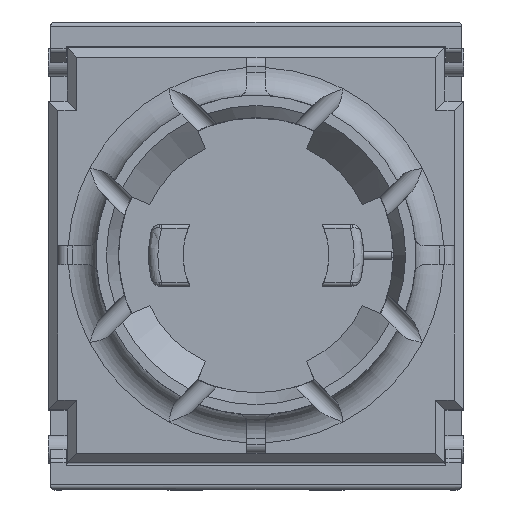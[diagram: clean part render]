
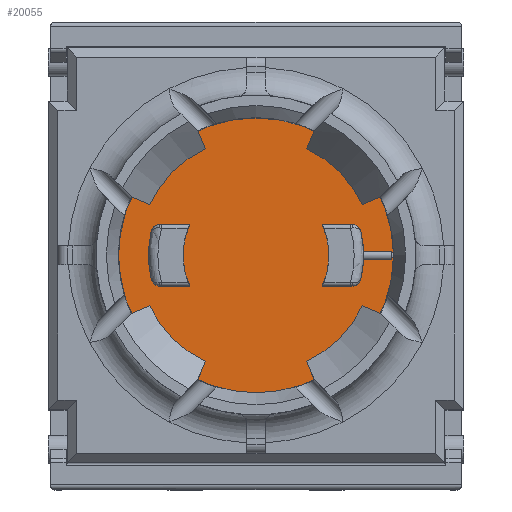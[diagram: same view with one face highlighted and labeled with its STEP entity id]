
A CAD part, top view. The second image highlights one B-rep face of the part: STEP entity #20055.
In plain terms, the highlighted planar face has unit normal (0, 0, 1).
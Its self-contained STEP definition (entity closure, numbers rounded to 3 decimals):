
#117=FACE_BOUND('',#2873,.T.);
#707=CIRCLE('',#21151,7.35);
#708=CIRCLE('',#21152,7.35);
#718=CIRCLE('',#21164,0.5);
#719=CIRCLE('',#21166,5.75);
#758=CIRCLE('',#21263,5.75);
#759=CIRCLE('',#21264,0.5);
#760=CIRCLE('',#21265,3.9);
#761=CIRCLE('',#21266,0.5);
#762=CIRCLE('',#21267,5.75);
#763=CIRCLE('',#21268,0.5);
#764=CIRCLE('',#21269,3.9);
#1513=(
BOUNDED_CURVE()
B_SPLINE_CURVE(2,(#32058,#32059,#32060),.UNSPECIFIED.,.F.,.F.)
B_SPLINE_CURVE_WITH_KNOTS((3,3),(0.,0.017),.UNSPECIFIED.)
CURVE()
GEOMETRIC_REPRESENTATION_ITEM()
RATIONAL_B_SPLINE_CURVE((1.,1.067,1.003))
REPRESENTATION_ITEM('')
);
#1514=(
BOUNDED_CURVE()
B_SPLINE_CURVE(2,(#32062,#32063,#32064),.UNSPECIFIED.,.F.,.F.)
B_SPLINE_CURVE_WITH_KNOTS((3,3),(0.,0.017),
 .UNSPECIFIED.)
CURVE()
GEOMETRIC_REPRESENTATION_ITEM()
RATIONAL_B_SPLINE_CURVE((1.003,1.067,1.))
REPRESENTATION_ITEM('')
);
#1762=FACE_OUTER_BOUND('',#2872,.T.);
#2872=EDGE_LOOP('',(#14106,#14107,#14108,#14109,#14110,#14111,#14112,#14113,
#14114,#14115,#14116,#14117,#14118));
#2873=EDGE_LOOP('',(#14119,#14120,#14121,#14122,#14123,#14124));
#4158=LINE('',#31588,#6183);
#4353=LINE('',#32068,#6378);
#4354=LINE('',#32070,#6379);
#4402=LINE('',#32184,#6427);
#4403=LINE('',#32188,#6428);
#4404=LINE('',#32196,#6429);
#6183=VECTOR('',#23305,10.);
#6378=VECTOR('',#23666,10.);
#6379=VECTOR('',#23667,10.);
#6427=VECTOR('',#23753,10.);
#6428=VECTOR('',#23756,10.);
#6429=VECTOR('',#23765,10.);
#8224=VERTEX_POINT('',#31340);
#8225=VERTEX_POINT('',#31341);
#8227=VERTEX_POINT('',#31350);
#8269=VERTEX_POINT('',#31586);
#8270=VERTEX_POINT('',#31587);
#8274=VERTEX_POINT('',#31600);
#8276=VERTEX_POINT('',#31613);
#8452=VERTEX_POINT('',#32057);
#8453=VERTEX_POINT('',#32061);
#8454=VERTEX_POINT('',#32067);
#8455=VERTEX_POINT('',#32069);
#8486=VERTEX_POINT('',#32179);
#8487=VERTEX_POINT('',#32181);
#8488=VERTEX_POINT('',#32183);
#8489=VERTEX_POINT('',#32185);
#8490=VERTEX_POINT('',#32187);
#8491=VERTEX_POINT('',#32189);
#8492=VERTEX_POINT('',#32192);
#8493=VERTEX_POINT('',#32194);
#10317=EDGE_CURVE('',#8224,#8225,#707,.T.);
#10320=EDGE_CURVE('',#8225,#8227,#708,.T.);
#10363=EDGE_CURVE('',#8269,#8270,#4158,.T.);
#10368=EDGE_CURVE('',#8270,#8274,#718,.T.);
#10371=EDGE_CURVE('',#8274,#8276,#719,.T.);
#10597=EDGE_CURVE('',#8452,#8227,#1513,.T.);
#10598=EDGE_CURVE('',#8224,#8453,#1514,.T.);
#10600=EDGE_CURVE('',#8454,#8452,#4353,.T.);
#10601=EDGE_CURVE('',#8453,#8455,#4354,.T.);
#10652=EDGE_CURVE('',#8486,#8454,#758,.T.);
#10653=EDGE_CURVE('',#8487,#8486,#759,.T.);
#10654=EDGE_CURVE('',#8488,#8487,#4402,.T.);
#10655=EDGE_CURVE('',#8489,#8488,#760,.T.);
#10656=EDGE_CURVE('',#8490,#8489,#4403,.T.);
#10657=EDGE_CURVE('',#8491,#8490,#761,.T.);
#10658=EDGE_CURVE('',#8455,#8491,#762,.T.);
#10659=EDGE_CURVE('',#8276,#8492,#763,.T.);
#10660=EDGE_CURVE('',#8493,#8269,#764,.T.);
#10661=EDGE_CURVE('',#8492,#8493,#4404,.T.);
#14106=ORIENTED_EDGE('',*,*,#10317,.T.);
#14107=ORIENTED_EDGE('',*,*,#10320,.T.);
#14108=ORIENTED_EDGE('',*,*,#10597,.F.);
#14109=ORIENTED_EDGE('',*,*,#10600,.F.);
#14110=ORIENTED_EDGE('',*,*,#10652,.F.);
#14111=ORIENTED_EDGE('',*,*,#10653,.F.);
#14112=ORIENTED_EDGE('',*,*,#10654,.F.);
#14113=ORIENTED_EDGE('',*,*,#10655,.F.);
#14114=ORIENTED_EDGE('',*,*,#10656,.F.);
#14115=ORIENTED_EDGE('',*,*,#10657,.F.);
#14116=ORIENTED_EDGE('',*,*,#10658,.F.);
#14117=ORIENTED_EDGE('',*,*,#10601,.F.);
#14118=ORIENTED_EDGE('',*,*,#10598,.F.);
#14119=ORIENTED_EDGE('',*,*,#10659,.F.);
#14120=ORIENTED_EDGE('',*,*,#10371,.F.);
#14121=ORIENTED_EDGE('',*,*,#10368,.F.);
#14122=ORIENTED_EDGE('',*,*,#10363,.F.);
#14123=ORIENTED_EDGE('',*,*,#10660,.F.);
#14124=ORIENTED_EDGE('',*,*,#10661,.F.);
#19292=PLANE('',#21262);
#20055=ADVANCED_FACE('',(#1762,#117),#19292,.T.);
#21151=AXIS2_PLACEMENT_3D('',#31342,#23264,#23265);
#21152=AXIS2_PLACEMENT_3D('',#31357,#23266,#23267);
#21164=AXIS2_PLACEMENT_3D('',#31601,#23311,#23312);
#21166=AXIS2_PLACEMENT_3D('',#31614,#23316,#23317);
#21262=AXIS2_PLACEMENT_3D('',#32178,#23747,#23748);
#21263=AXIS2_PLACEMENT_3D('',#32180,#23749,#23750);
#21264=AXIS2_PLACEMENT_3D('',#32182,#23751,#23752);
#21265=AXIS2_PLACEMENT_3D('',#32186,#23754,#23755);
#21266=AXIS2_PLACEMENT_3D('',#32190,#23757,#23758);
#21267=AXIS2_PLACEMENT_3D('',#32191,#23759,#23760);
#21268=AXIS2_PLACEMENT_3D('',#32193,#23761,#23762);
#21269=AXIS2_PLACEMENT_3D('',#32195,#23763,#23764);
#23264=DIRECTION('center_axis',(0.,0.,
1.));
#23265=DIRECTION('ref_axis',(1.,0.,0.));
#23266=DIRECTION('center_axis',(0.,0.,
1.));
#23267=DIRECTION('ref_axis',(1.,0.,0.));
#23305=DIRECTION('',(-1.,0.,0.));
#23311=DIRECTION('center_axis',(0.,0.,1.));
#23312=DIRECTION('ref_axis',(-0.625,0.781,0.));
#23316=DIRECTION('center_axis',(0.,0.,1.));
#23317=DIRECTION('ref_axis',(-0.958,-0.287,0.));
#23666=DIRECTION('',(1.,0.,0.));
#23667=DIRECTION('',(-1.,0.,0.));
#23747=DIRECTION('center_axis',(0.,0.,
1.));
#23748=DIRECTION('ref_axis',(1.,0.,0.));
#23749=DIRECTION('center_axis',(0.,0.,1.));
#23750=DIRECTION('ref_axis',(0.958,0.287,0.));
#23751=DIRECTION('center_axis',(0.,0.,1.));
#23752=DIRECTION('ref_axis',(0.625,-0.781,0.));
#23753=DIRECTION('',(1.,0.,0.));
#23754=DIRECTION('center_axis',(0.,0.,-1.));
#23755=DIRECTION('ref_axis',(-0.967,-0.256,0.));
#23756=DIRECTION('',(-1.,0.,0.));
#23757=DIRECTION('center_axis',(0.,0.,1.));
#23758=DIRECTION('ref_axis',(0.625,0.781,0.));
#23759=DIRECTION('center_axis',(0.,0.,1.));
#23760=DIRECTION('ref_axis',(0.958,0.287,0.));
#23761=DIRECTION('center_axis',(0.,0.,1.));
#23762=DIRECTION('ref_axis',(-0.625,-0.781,0.));
#23763=DIRECTION('center_axis',(0.,0.,-1.));
#23764=DIRECTION('ref_axis',(0.768,-0.641,0.));
#23765=DIRECTION('',(1.,0.,0.));
#31340=CARTESIAN_POINT('',(7.35,0.076,8.4));
#31341=CARTESIAN_POINT('',(-7.35,0.,8.4));
#31342=CARTESIAN_POINT('Origin',(0.,0.,
8.4));
#31350=CARTESIAN_POINT('',(7.35,-0.076,8.4));
#31357=CARTESIAN_POINT('Origin',(0.,0.,
8.4));
#31586=CARTESIAN_POINT('',(-3.534,1.65,8.4));
#31587=CARTESIAN_POINT('',(-5.122,1.65,8.4));
#31588=CARTESIAN_POINT('',(-2.754,1.65,8.4));
#31600=CARTESIAN_POINT('',(-5.61,1.26,8.4));
#31601=CARTESIAN_POINT('Origin',(-5.122,1.15,8.4));
#31613=CARTESIAN_POINT('',(-5.61,-1.26,8.4));
#31614=CARTESIAN_POINT('Origin',(0.,0.,
8.4));
#32057=CARTESIAN_POINT('',(7.25,-0.214,8.4));
#32058=CARTESIAN_POINT('Ctrl Pts',(7.25,-0.214,
8.4));
#32059=CARTESIAN_POINT('Ctrl Pts',(7.324,-0.127,
8.4));
#32060=CARTESIAN_POINT('Ctrl Pts',(7.35,-0.076,
8.4));
#32061=CARTESIAN_POINT('',(7.25,0.214,8.4));
#32062=CARTESIAN_POINT('Ctrl Pts',(7.35,0.076,
8.4));
#32063=CARTESIAN_POINT('Ctrl Pts',(7.324,0.127,8.4));
#32064=CARTESIAN_POINT('Ctrl Pts',(7.25,0.214,8.4));
#32067=CARTESIAN_POINT('',(5.746,-0.214,8.4));
#32068=CARTESIAN_POINT('',(5.75,-0.214,8.4));
#32069=CARTESIAN_POINT('',(5.746,0.214,8.4));
#32070=CARTESIAN_POINT('',(5.75,0.214,8.4));
#32178=CARTESIAN_POINT('Origin',(0.,0.,
8.4));
#32179=CARTESIAN_POINT('',(5.61,-1.26,8.4));
#32180=CARTESIAN_POINT('Origin',(0.,0.,
8.4));
#32181=CARTESIAN_POINT('',(5.122,-1.65,8.4));
#32182=CARTESIAN_POINT('Origin',(5.122,-1.15,8.4));
#32183=CARTESIAN_POINT('',(3.534,-1.65,8.4));
#32184=CARTESIAN_POINT('',(2.754,-1.65,8.4));
#32185=CARTESIAN_POINT('',(3.534,1.65,8.4));
#32186=CARTESIAN_POINT('Origin',(0.,0.,
8.4));
#32187=CARTESIAN_POINT('',(5.122,1.65,8.4));
#32188=CARTESIAN_POINT('',(1.767,1.65,8.4));
#32189=CARTESIAN_POINT('',(5.61,1.26,8.4));
#32190=CARTESIAN_POINT('Origin',(5.122,1.15,8.4));
#32191=CARTESIAN_POINT('Origin',(0.,0.,
8.4));
#32192=CARTESIAN_POINT('',(-5.122,-1.65,8.4));
#32193=CARTESIAN_POINT('Origin',(-5.122,-1.15,8.4));
#32194=CARTESIAN_POINT('',(-3.534,-1.65,8.4));
#32195=CARTESIAN_POINT('Origin',(0.,0.,
8.4));
#32196=CARTESIAN_POINT('',(-1.767,-1.65,8.4));
